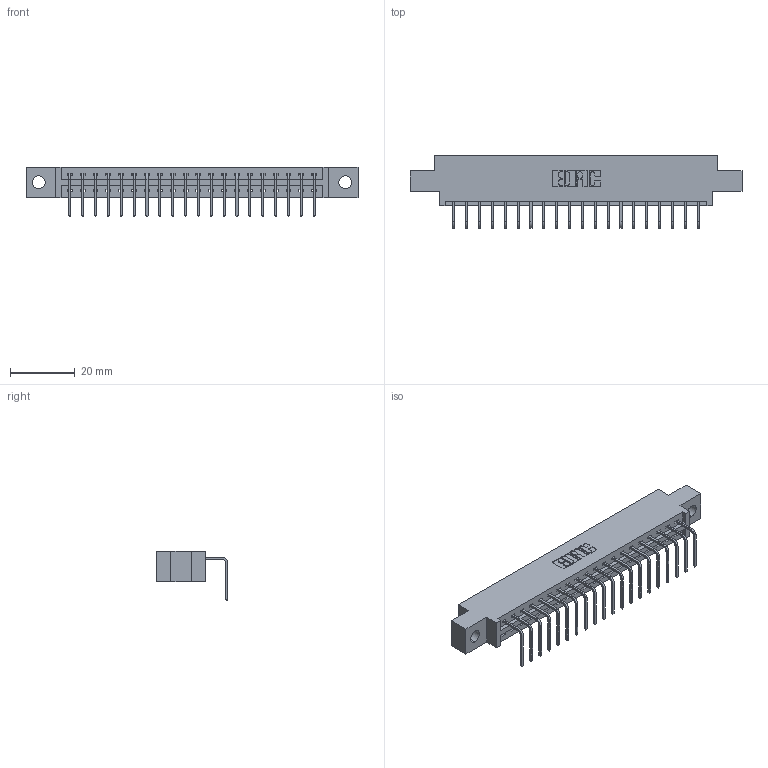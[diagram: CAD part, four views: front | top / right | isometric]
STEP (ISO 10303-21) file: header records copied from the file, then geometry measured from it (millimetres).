
FILE_DESCRIPTION (( 'STEP AP203' ), '1' );
FILE_NAME ('337-020-558-604.STEP', '2019-10-07T12:30:50', ( '' ), ( '' ), 'SwSTEP 2.0', 'SolidWorks 2016', '' );
FILE_SCHEMA (( 'CONFIG_CONTROL_DESIGN' ));
Length unit declared in the file: inch
Products named in the file (3): 337 Part_0.170 Offset - 0.156 Dia-TH; 345-292-001_558 Tail - 2; 337-020-558-604
Assembly tree (21 placements, depth 2):
  337-020-558-604
    337 Part_0.170 Offset - 0.156 Dia-TH
    345-292-001_558 Tail - 2  x20
Bounding box: 102.26 x 22.17 x 15.37 mm (x, y, z)
Volume: 10214.2 mm3; surface area: 10733.9 mm2
Topology: 21 solids, 21 shells, 1398 faces, 4203 edges, 2774 vertices
Faces by surface type: plane 1034, cylinder 364
Entity records: 17931 total; most frequent: CARTESIAN_POINT 3130, ORIENTED_EDGE 3086, DIRECTION 2679, EDGE_CURVE 1543, VECTOR 1415, LINE 1415, VERTEX_POINT 1026, AXIS2_PLACEMENT_3D 632
